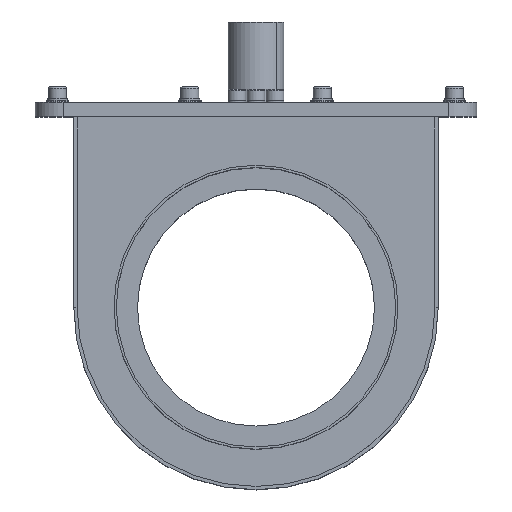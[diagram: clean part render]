
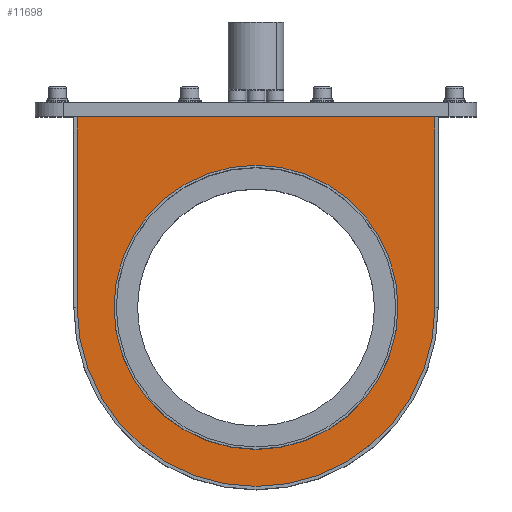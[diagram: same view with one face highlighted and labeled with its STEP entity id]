
A CAD part, top view. The second image highlights one B-rep face of the part: STEP entity #11698.
In plain terms, the highlighted planar face has unit normal (0, 0, 1).
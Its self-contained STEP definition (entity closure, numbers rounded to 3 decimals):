
#103 = EDGE_LOOP ( 'NONE', ( #5778, #4465 ) ) ;
#808 = VERTEX_POINT ( 'NONE', #3970 ) ;
#895 = CARTESIAN_POINT ( 'NONE',  ( -202.948, 58.696, 106.225 ) ) ;
#1549 = VECTOR ( 'NONE', #15268, 1000. ) ;
#1620 = CARTESIAN_POINT ( 'NONE',  ( -42.948, -111.754, 106.225 ) ) ;
#2022 = EDGE_LOOP ( 'NONE', ( #16290, #9429, #7683, #14654 ) ) ;
#2271 = AXIS2_PLACEMENT_3D ( 'NONE', #13709, #7899, #9138 ) ;
#2314 = CARTESIAN_POINT ( 'NONE',  ( -202.948, 58.696, 106.225 ) ) ;
#2776 = DIRECTION ( 'NONE',  ( 0., 1., 0. ) ) ;
#2820 = DIRECTION ( 'NONE',  ( 0., 1., 0. ) ) ;
#2825 = VERTEX_POINT ( 'NONE', #18496 ) ;
#3194 = DIRECTION ( 'NONE',  ( 0., 0., -1. ) ) ;
#3306 = DIRECTION ( 'NONE',  ( -1., 0., 0. ) ) ;
#3328 = VERTEX_POINT ( 'NONE', #12057 ) ;
#3970 = CARTESIAN_POINT ( 'NONE',  ( 117.052, 58.696, 106.225 ) ) ;
#4465 = ORIENTED_EDGE ( 'NONE', *, *, #13017, .F. ) ;
#4830 = DIRECTION ( 'NONE',  ( -1., 0., 0. ) ) ;
#4930 = AXIS2_PLACEMENT_3D ( 'NONE', #6016, #3194, #2820 ) ;
#5778 = ORIENTED_EDGE ( 'NONE', *, *, #6196, .F. ) ;
#5971 = CARTESIAN_POINT ( 'NONE',  ( 117.052, 58.696, 106.225 ) ) ;
#6016 = CARTESIAN_POINT ( 'NONE',  ( -42.948, -111.754, 106.225 ) ) ;
#6140 = DIRECTION ( 'NONE',  ( 0., 0., 1. ) ) ;
#6196 = EDGE_CURVE ( 'NONE', #12141, #2825, #17152, .T. ) ;
#6249 = CARTESIAN_POINT ( 'NONE',  ( -42.948, -111.754, 106.225 ) ) ;
#6529 = CARTESIAN_POINT ( 'NONE',  ( -42.948, 15.246, 106.225 ) ) ;
#6911 = CARTESIAN_POINT ( 'NONE',  ( 117.052, -111.754, 106.225 ) ) ;
#7432 = FACE_OUTER_BOUND ( 'NONE', #2022, .T. ) ;
#7683 = ORIENTED_EDGE ( 'NONE', *, *, #18458, .T. ) ;
#7727 = EDGE_CURVE ( 'NONE', #808, #17342, #10873, .T. ) ;
#7733 = EDGE_CURVE ( 'NONE', #17514, #808, #14241, .T. ) ;
#7899 = DIRECTION ( 'NONE',  ( 0., 0., 1. ) ) ;
#8815 = CIRCLE ( 'NONE', #13608, 160. ) ;
#9138 = DIRECTION ( 'NONE',  ( -1., 0., 0. ) ) ;
#9387 = VECTOR ( 'NONE', #2776, 1000. ) ;
#9429 = ORIENTED_EDGE ( 'NONE', *, *, #7727, .T. ) ;
#10873 = LINE ( 'NONE', #2314, #17475 ) ;
#11330 = EDGE_CURVE ( 'NONE', #3328, #17514, #8815, .T. ) ;
#11698 = ADVANCED_FACE ( 'NONE', ( #7432, #17569 ), #13151, .F. ) ;
#12057 = CARTESIAN_POINT ( 'NONE',  ( -202.948, -111.754, 106.225 ) ) ;
#12141 = VERTEX_POINT ( 'NONE', #6529 ) ;
#12275 = LINE ( 'NONE', #16774, #1549 ) ;
#13017 = EDGE_CURVE ( 'NONE', #2825, #12141, #18474, .T. ) ;
#13151 = PLANE ( 'NONE',  #4930 ) ;
#13608 = AXIS2_PLACEMENT_3D ( 'NONE', #1620, #6140, #3306 ) ;
#13709 = CARTESIAN_POINT ( 'NONE',  ( -42.948, -111.754, 106.225 ) ) ;
#13855 = AXIS2_PLACEMENT_3D ( 'NONE', #6249, #17699, #4830 ) ;
#14241 = LINE ( 'NONE', #5971, #9387 ) ;
#14654 = ORIENTED_EDGE ( 'NONE', *, *, #11330, .T. ) ;
#15268 = DIRECTION ( 'NONE',  ( 0., -1., 0. ) ) ;
#16290 = ORIENTED_EDGE ( 'NONE', *, *, #7733, .T. ) ;
#16598 = DIRECTION ( 'NONE',  ( -1., 0., 0. ) ) ;
#16774 = CARTESIAN_POINT ( 'NONE',  ( -202.948, -111.754, 106.225 ) ) ;
#17152 = CIRCLE ( 'NONE', #13855, 127. ) ;
#17342 = VERTEX_POINT ( 'NONE', #895 ) ;
#17475 = VECTOR ( 'NONE', #16598, 1000. ) ;
#17514 = VERTEX_POINT ( 'NONE', #6911 ) ;
#17569 = FACE_BOUND ( 'NONE', #103, .T. ) ;
#17699 = DIRECTION ( 'NONE',  ( 0., 0., 1. ) ) ;
#18458 = EDGE_CURVE ( 'NONE', #17342, #3328, #12275, .T. ) ;
#18474 = CIRCLE ( 'NONE', #2271, 127. ) ;
#18496 = CARTESIAN_POINT ( 'NONE',  ( -42.948, -238.754, 106.225 ) ) ;
